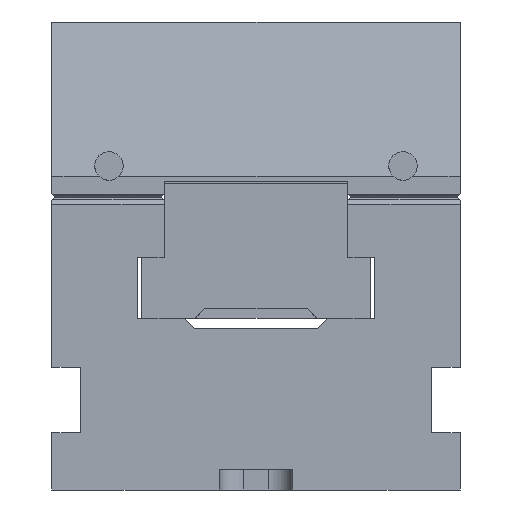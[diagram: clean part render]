
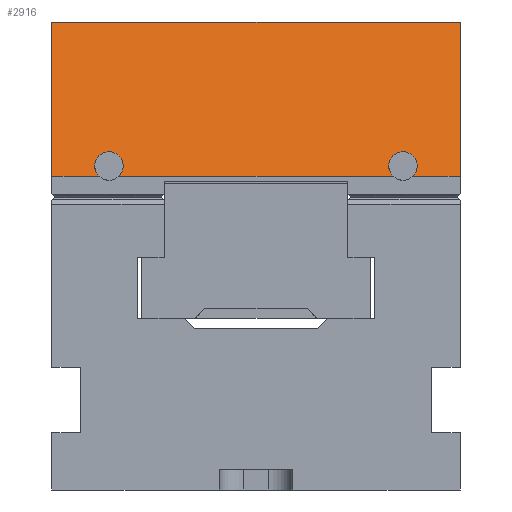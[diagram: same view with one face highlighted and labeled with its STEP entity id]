
A CAD part, front view. The second image highlights one B-rep face of the part: STEP entity #2916.
In plain terms, the highlighted face is planar.
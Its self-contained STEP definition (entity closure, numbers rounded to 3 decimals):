
#2916 = ADVANCED_FACE( '', ( #7582 ), #7583, .F. );
#7582 = FACE_OUTER_BOUND( '', #14270, .T. );
#7583 = PLANE( '', #14271 );
#14270 = EDGE_LOOP( '', ( #22076, #22077, #22078, #22079, #22080, #22081, #22082, #22083 ) );
#14271 = AXIS2_PLACEMENT_3D( '', #22084, #22085, #22086 );
#22076 = ORIENTED_EDGE( '', *, *, #41728, .T. );
#22077 = ORIENTED_EDGE( '', *, *, #41729, .T. );
#22078 = ORIENTED_EDGE( '', *, *, #41730, .T. );
#22079 = ORIENTED_EDGE( '', *, *, #41731, .T. );
#22080 = ORIENTED_EDGE( '', *, *, #40549, .F. );
#22081 = ORIENTED_EDGE( '', *, *, #41732, .F. );
#22082 = ORIENTED_EDGE( '', *, *, #41733, .T. );
#22083 = ORIENTED_EDGE( '', *, *, #41734, .T. );
#22084 = CARTESIAN_POINT( '', ( 49.975, 13.866, 43. ) );
#22085 = DIRECTION( '', ( 0., -0.966, -0.259 ) );
#22086 = DIRECTION( '', ( 0., 0.259, -0.966 ) );
#40549 = EDGE_CURVE( '', #48652, #48653, #48654, .T. );
#41728 = EDGE_CURVE( '', #50736, #50737, #50738, .T. );
#41729 = EDGE_CURVE( '', #50737, #50739, #50740, .T. );
#41730 = EDGE_CURVE( '', #50739, #50741, #50742, .T. );
#41731 = EDGE_CURVE( '', #50741, #48653, #50743, .T. );
#41732 = EDGE_CURVE( '', #50744, #48652, #50745, .T. );
#41733 = EDGE_CURVE( '', #50744, #50746, #50747, .T. );
#41734 = EDGE_CURVE( '', #50746, #50736, #50748, .T. );
#48652 = VERTEX_POINT( '', #60791 );
#48653 = VERTEX_POINT( '', #60792 );
#48654 = LINE( '', #60793, #60794 );
#50736 = VERTEX_POINT( '', #63745 );
#50737 = VERTEX_POINT( '', #63746 );
#50738 = LINE( '', #63747, #63748 );
#50739 = VERTEX_POINT( '', #63749 );
#50740 = ELLIPSE( '', #63750, 3.623, 3.5 );
#50741 = VERTEX_POINT( '', #63751 );
#50742 = LINE( '', #63752, #63753 );
#50743 = LINE( '', #63754, #63755 );
#50744 = VERTEX_POINT( '', #63756 );
#50745 = LINE( '', #63757, #63758 );
#50746 = VERTEX_POINT( '', #63759 );
#50747 = LINE( '', #63760, #63761 );
#50748 = ELLIPSE( '', #63762, 3.623, 3.5 );
#60791 = CARTESIAN_POINT( '', ( 49.975, 13.866, 43. ) );
#60792 = CARTESIAN_POINT( '', ( -49.975, 13.866, 43. ) );
#60793 = CARTESIAN_POINT( '', ( 49.975, 13.866, 43. ) );
#60794 = VECTOR( '', #78627, 1000. );
#63745 = CARTESIAN_POINT( '', ( 33.624, 24., 5.18 ) );
#63746 = CARTESIAN_POINT( '', ( -33.624, 24., 5.18 ) );
#63747 = CARTESIAN_POINT( '', ( 49.975, 24., 5.18 ) );
#63748 = VECTOR( '', #79683, 1000. );
#63749 = CARTESIAN_POINT( '', ( -38.376, 24., 5.18 ) );
#63750 = AXIS2_PLACEMENT_3D( '', #79684, #79685, #79686 );
#63751 = CARTESIAN_POINT( '', ( -49.975, 24., 5.18 ) );
#63752 = CARTESIAN_POINT( '', ( 49.975, 24., 5.18 ) );
#63753 = VECTOR( '', #79687, 1000. );
#63754 = CARTESIAN_POINT( '', ( -49.975, 13.866, 43. ) );
#63755 = VECTOR( '', #79688, 1000. );
#63756 = CARTESIAN_POINT( '', ( 49.975, 24., 5.18 ) );
#63757 = CARTESIAN_POINT( '', ( 49.975, 13.866, 43. ) );
#63758 = VECTOR( '', #79689, 1000. );
#63759 = CARTESIAN_POINT( '', ( 38.376, 24., 5.18 ) );
#63760 = CARTESIAN_POINT( '', ( 49.975, 24., 5.18 ) );
#63761 = VECTOR( '', #79690, 1000. );
#63762 = AXIS2_PLACEMENT_3D( '', #79691, #79692, #79693 );
#78627 = DIRECTION( '', ( -1., 0., 0. ) );
#79683 = DIRECTION( '', ( -1., 0., 0. ) );
#79684 = CARTESIAN_POINT( '', ( -36., 23.311, 7.75 ) );
#79685 = DIRECTION( '', ( 0., -0.966, -0.259 ) );
#79686 = DIRECTION( '', ( 0., 0.259, -0.966 ) );
#79687 = DIRECTION( '', ( -1., 0., 0. ) );
#79688 = DIRECTION( '', ( 0., -0.259, 0.966 ) );
#79689 = DIRECTION( '', ( 0., -0.259, 0.966 ) );
#79690 = DIRECTION( '', ( -1., 0., 0. ) );
#79691 = CARTESIAN_POINT( '', ( 36., 23.311, 7.75 ) );
#79692 = DIRECTION( '', ( 0., -0.966, -0.259 ) );
#79693 = DIRECTION( '', ( 0., 0.259, -0.966 ) );
